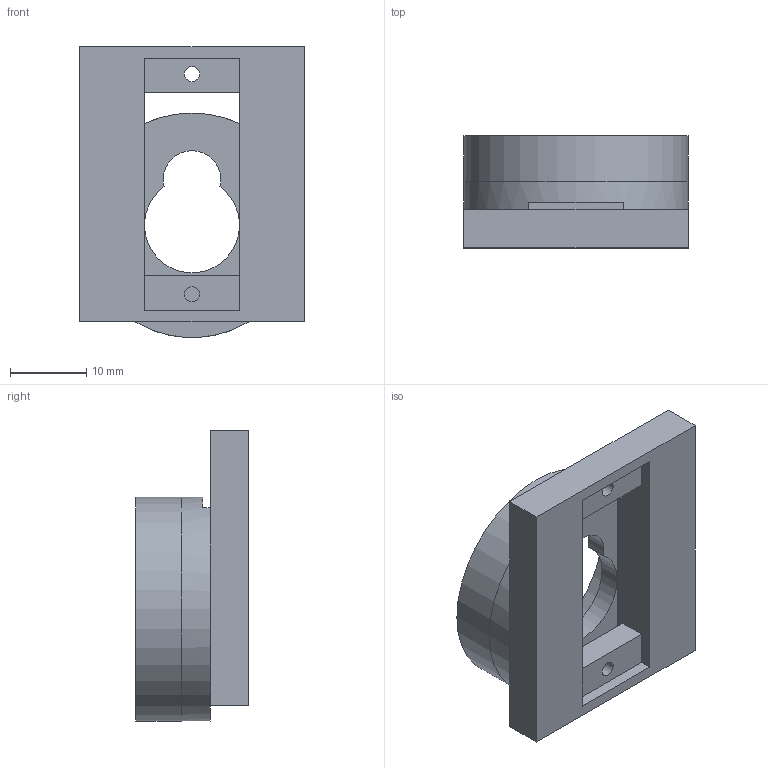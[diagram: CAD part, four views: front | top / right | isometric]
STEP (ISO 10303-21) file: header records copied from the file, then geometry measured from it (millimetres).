
FILE_DESCRIPTION(/* description */ (''),/* implementation_level */ '2;1');
FILE_NAME(/* name */ 'middle.stp',/* time_stamp */ '2017-03-11T00:06:27-05:00',/* author */ ('Naga'),/* organization */ (''),/* preprocessor_version */ 'ST-DEVELOPER v16.5',/* originating_system */ 'Autodesk Inventor 2017',/* authorisation */ '');
FILE_SCHEMA (('AUTOMOTIVE_DESIGN { 1 0 10303 214 3 1 1 }'));
Length unit declared in the file: inch
Products named in the file (1): middle
Bounding box: 29.5 x 14.8 x 38.25 mm (x, y, z)
Volume: 6775.1 mm3; surface area: 4578.3 mm2
Topology: 1 solids, 1 shells, 30 faces, 76 edges, 49 vertices
Faces by surface type: plane 23, cylinder 7
Full cylindrical faces by diameter (mm): 2 x2, 24.5 x1, 29.488 x1, 29.5 x1
Entity records: 922 total; most frequent: DIRECTION 152, CARTESIAN_POINT 151, ORIENTED_EDGE 142, EDGE_CURVE 71, LINE 52, VECTOR 52, AXIS2_PLACEMENT_3D 50, VERTEX_POINT 49
